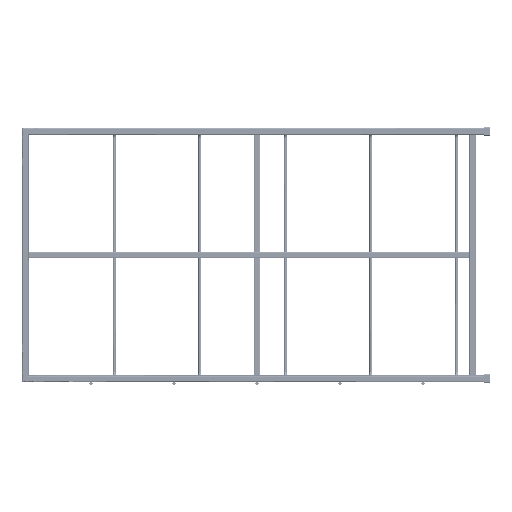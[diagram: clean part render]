
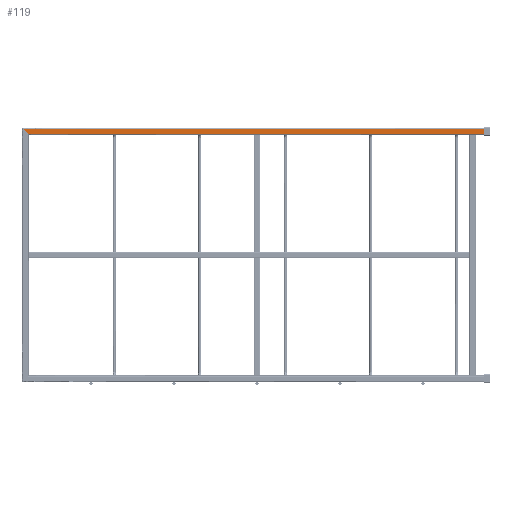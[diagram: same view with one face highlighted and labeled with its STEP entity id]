
A CAD part, left-side view. The second image highlights one B-rep face of the part: STEP entity #119.
In plain terms, the highlighted free-form (B-spline) face has degree [1, 1] with [2, 2] control points.
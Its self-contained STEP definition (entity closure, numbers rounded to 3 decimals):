
#91 = VERTEX_POINT('',#92);
#92 = CARTESIAN_POINT('',(-636.878,1678.151,
    442.135));
#101 = VERTEX_POINT('',#102);
#102 = CARTESIAN_POINT('',(-636.878,0.,
    442.135));
#108 = EDGE_CURVE('',#91,#101,#109,.T.);
#109 = B_SPLINE_CURVE_WITH_KNOTS('',1,(#110,#111),.UNSPECIFIED.,.F.,.F.,
  (2,2),(8.7,1787.3),.PIECEWISE_BEZIER_KNOTS.);
#110 = CARTESIAN_POINT('',(-636.878,1678.151,
    442.135));
#111 = CARTESIAN_POINT('',(-636.878,0.,
    442.135));
#119 = ADVANCED_FACE('',(#120),#142,.F.);
#120 = FACE_BOUND('',#121,.T.);
#121 = EDGE_LOOP('',(#122,#129,#130,#137));
#122 = ORIENTED_EDGE('',*,*,#123,.F.);
#123 = EDGE_CURVE('',#91,#124,#126,.T.);
#124 = VERTEX_POINT('',#125);
#125 = CARTESIAN_POINT('',(-636.878,1694.568,
    458.552));
#126 = B_SPLINE_CURVE_WITH_KNOTS('',1,(#127,#128),.UNSPECIFIED.,.F.,.F.,
  (2,2),(-18.455,6.152),.PIECEWISE_BEZIER_KNOTS.);
#127 = CARTESIAN_POINT('',(-636.878,1678.151,
    442.135));
#128 = CARTESIAN_POINT('',(-636.878,1694.568,
    458.552));
#129 = ORIENTED_EDGE('',*,*,#108,.T.);
#130 = ORIENTED_EDGE('',*,*,#131,.T.);
#131 = EDGE_CURVE('',#101,#132,#134,.T.);
#132 = VERTEX_POINT('',#133);
#133 = CARTESIAN_POINT('',(-636.878,0.,
    458.552));
#134 = B_SPLINE_CURVE_WITH_KNOTS('',1,(#135,#136),.UNSPECIFIED.,.F.,.F.,
  (2,2),(-17.4,0.),.PIECEWISE_BEZIER_KNOTS.);
#135 = CARTESIAN_POINT('',(-636.878,0.,
    442.135));
#136 = CARTESIAN_POINT('',(-636.878,0.,
    458.552));
#137 = ORIENTED_EDGE('',*,*,#138,.F.);
#138 = EDGE_CURVE('',#124,#132,#139,.T.);
#139 = B_SPLINE_CURVE_WITH_KNOTS('',1,(#140,#141),.UNSPECIFIED.,.F.,.F.,
  (2,2),(-8.7,1787.3),.PIECEWISE_BEZIER_KNOTS.);
#140 = CARTESIAN_POINT('',(-636.878,1694.568,
    458.552));
#141 = CARTESIAN_POINT('',(-636.878,0.,
    458.552));
#142 = B_SPLINE_SURFACE_WITH_KNOTS('',1,1,(
    (#143,#144)
    ,(#145,#146
    )),.UNSPECIFIED.,.F.,.F.,.F.,(2,2),(2,2),(0.,17.4),
  (-1787.3,8.7),.PIECEWISE_BEZIER_KNOTS.);
#143 = CARTESIAN_POINT('',(-636.878,0.,
    458.552));
#144 = CARTESIAN_POINT('',(-636.878,1694.568,
    458.552));
#145 = CARTESIAN_POINT('',(-636.878,0.,
    442.135));
#146 = CARTESIAN_POINT('',(-636.878,1694.568,
    442.135));
